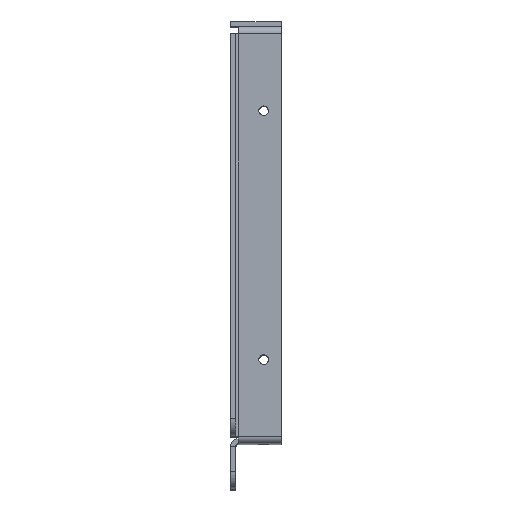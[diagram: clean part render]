
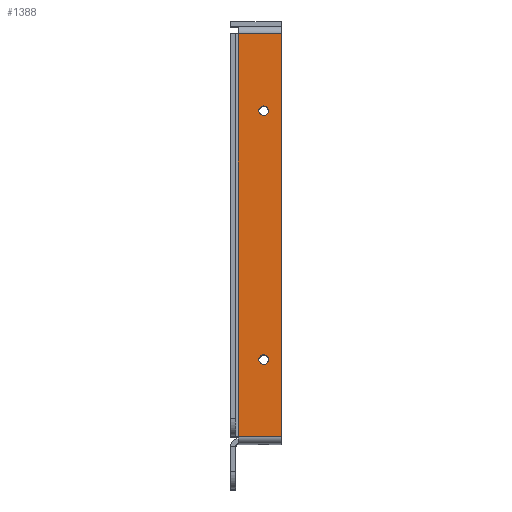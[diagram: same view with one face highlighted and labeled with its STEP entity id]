
A CAD part, top view. The second image highlights one B-rep face of the part: STEP entity #1388.
In plain terms, the highlighted planar face has unit normal (0, 0, 1).
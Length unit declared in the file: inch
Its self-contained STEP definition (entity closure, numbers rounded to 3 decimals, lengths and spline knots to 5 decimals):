
#65=FACE_BOUND('',#332,.T.);
#66=FACE_BOUND('',#333,.T.);
#67=FACE_BOUND('',#334,.T.);
#78=CIRCLE('',#1421,0.068);
#82=CIRCLE('',#1427,0.068);
#332=EDGE_LOOP('',(#1127));
#333=EDGE_LOOP('',(#1128));
#334=EDGE_LOOP('',(#1129,#1130,#1131,#1132));
#399=LINE('',#2147,#509);
#435=LINE('',#2258,#545);
#441=LINE('',#2272,#551);
#443=LINE('',#2275,#553);
#509=VECTOR('',#1744,5.7155);
#545=VECTOR('',#1880,0.6135);
#551=VECTOR('',#1900,5.7155);
#553=VECTOR('',#1904,0.6135);
#588=VERTEX_POINT('',#2005);
#592=VERTEX_POINT('',#2015);
#636=VERTEX_POINT('',#2132);
#637=VERTEX_POINT('',#2136);
#663=VERTEX_POINT('',#2257);
#664=VERTEX_POINT('',#2271);
#694=EDGE_CURVE('',#588,#588,#78,.T.);
#698=EDGE_CURVE('',#592,#592,#82,.T.);
#759=EDGE_CURVE('',#636,#637,#399,.T.);
#816=EDGE_CURVE('',#663,#636,#435,.T.);
#823=EDGE_CURVE('',#663,#664,#441,.T.);
#825=EDGE_CURVE('',#637,#664,#443,.T.);
#1127=ORIENTED_EDGE('',*,*,#694,.T.);
#1128=ORIENTED_EDGE('',*,*,#698,.T.);
#1129=ORIENTED_EDGE('',*,*,#759,.T.);
#1130=ORIENTED_EDGE('',*,*,#825,.T.);
#1131=ORIENTED_EDGE('',*,*,#823,.F.);
#1132=ORIENTED_EDGE('',*,*,#816,.T.);
#1224=PLANE('',#1533);
#1388=ADVANCED_FACE('',(#65,#66,#67),#1224,.T.);
#1421=AXIS2_PLACEMENT_3D('',#2006,#1598,#1599);
#1427=AXIS2_PLACEMENT_3D('',#2016,#1610,#1611);
#1533=AXIS2_PLACEMENT_3D('',#2274,#1902,#1903);
#1598=DIRECTION('center_axis',(0.,0.,-1.));
#1599=DIRECTION('ref_axis',(1.,0.,0.));
#1610=DIRECTION('center_axis',(0.,0.,-1.));
#1611=DIRECTION('ref_axis',(1.,0.,0.));
#1744=DIRECTION('',(0.,-1.,0.));
#1880=DIRECTION('',(-1.,0.,0.));
#1900=DIRECTION('',(0.,-1.,0.));
#1902=DIRECTION('center_axis',(0.,0.,1.));
#1903=DIRECTION('ref_axis',(1.,0.,0.));
#1904=DIRECTION('',(1.,0.,0.));
#2005=CARTESIAN_POINT('',(0.00438,-1.76562,0.074));
#2006=CARTESIAN_POINT('Origin',(0.07238,-1.76562,0.074));
#2015=CARTESIAN_POINT('',(0.00438,1.76563,0.074));
#2016=CARTESIAN_POINT('Origin',(0.07238,1.76563,0.074));
#2132=CARTESIAN_POINT('',(-0.29113,2.85775,0.074));
#2136=CARTESIAN_POINT('',(-0.29113,-2.85775,0.074));
#2147=CARTESIAN_POINT('',(-0.29113,-1.42888,0.074));
#2257=CARTESIAN_POINT('',(0.32237,2.85775,0.074));
#2258=CARTESIAN_POINT('',(0.16119,2.85775,0.074));
#2271=CARTESIAN_POINT('',(0.32238,-2.85775,0.074));
#2272=CARTESIAN_POINT('',(0.32238,-2.963,0.074));
#2274=CARTESIAN_POINT('Origin',(0.,0.,
0.074));
#2275=CARTESIAN_POINT('',(-0.16119,-2.85775,0.074));
